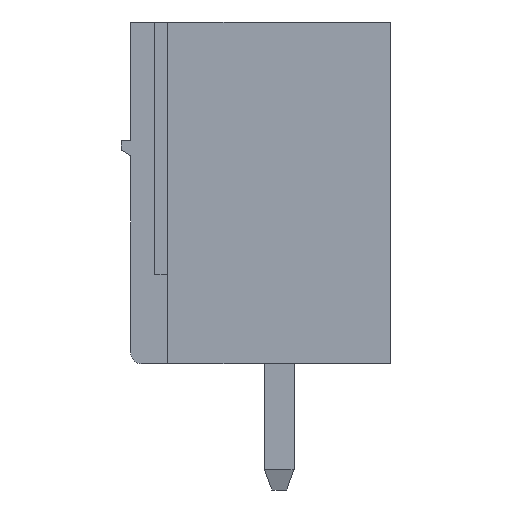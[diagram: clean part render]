
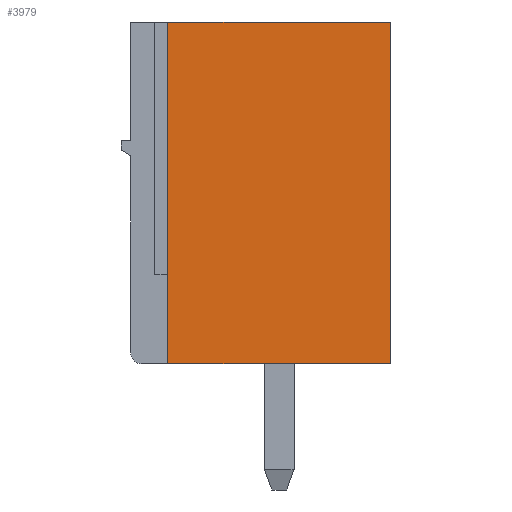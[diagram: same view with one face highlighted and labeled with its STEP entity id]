
A CAD part, left-side view. The second image highlights one B-rep face of the part: STEP entity #3979.
In plain terms, the highlighted planar face has unit normal (-1, 0, 0).
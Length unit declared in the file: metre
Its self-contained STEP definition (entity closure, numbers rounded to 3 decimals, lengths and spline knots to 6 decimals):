
#3979=ADVANCED_FACE('',(#8566),#8567,.F.);
#8566=FACE_OUTER_BOUND('',#13654,.T.);
#8567=PLANE('',#13655);
#13654=EDGE_LOOP('',(#25860,#25861,#25862,#25863));
#13655=AXIS2_PLACEMENT_3D('',#25864,#25865,#25866);
#25860=ORIENTED_EDGE('',*,*,#30480,.F.);
#25861=ORIENTED_EDGE('',*,*,#30019,.F.);
#25862=ORIENTED_EDGE('',*,*,#34371,.T.);
#25863=ORIENTED_EDGE('',*,*,#30780,.T.);
#25864=CARTESIAN_POINT('',(-1.091827,0.00386,0.000933));
#25865=DIRECTION('',(1.0,0.,0.));
#25866=DIRECTION('',(0.0,0.,1.0));
#30019=EDGE_CURVE('',#35830,#35825,#35832,.T.);
#30480=EDGE_CURVE('',#35825,#36752,#36753,.T.);
#30780=EDGE_CURVE('',#37306,#36752,#37307,.T.);
#34371=EDGE_CURVE('',#35830,#37306,#42310,.T.);
#35825=VERTEX_POINT('',#44284);
#35830=VERTEX_POINT('',#44292);
#35832=LINE('',#44295,#44296);
#36752=VERTEX_POINT('',#45609);
#36753=LINE('',#45610,#45611);
#37306=VERTEX_POINT('',#46445);
#37307=LINE('',#46446,#46447);
#42310=LINE('',#53842,#53843);
#44284=CARTESIAN_POINT('',(-1.091827,0.00386,0.000933));
#44292=CARTESIAN_POINT('',(-1.091827,0.00986,0.000933));
#44295=CARTESIAN_POINT('',(-1.091827,0.00386,0.000933));
#44296=VECTOR('',#56596,1.0);
#45609=CARTESIAN_POINT('',(-1.091827,0.00386,-0.008267));
#45610=CARTESIAN_POINT('',(-1.091827,0.00386,0.000933));
#45611=VECTOR('',#57188,1.0);
#46445=CARTESIAN_POINT('',(-1.091827,0.00986,-0.008267));
#46446=CARTESIAN_POINT('',(-1.091827,0.00386,-0.008267));
#46447=VECTOR('',#57521,1.0);
#53842=CARTESIAN_POINT('',(-1.091827,0.00986,0.000933));
#53843=VECTOR('',#60169,1.0);
#56596=DIRECTION('',(0.,-1.0,0.));
#57188=DIRECTION('',(0.,0.,-1.0));
#57521=DIRECTION('',(0.,-1.0,0.));
#60169=DIRECTION('',(0.,0.,-1.0));
